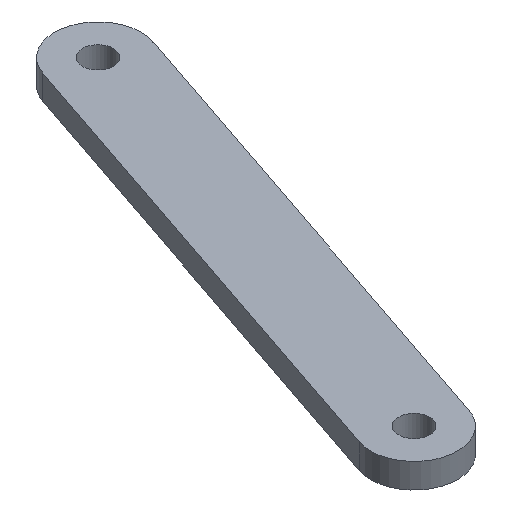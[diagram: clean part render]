
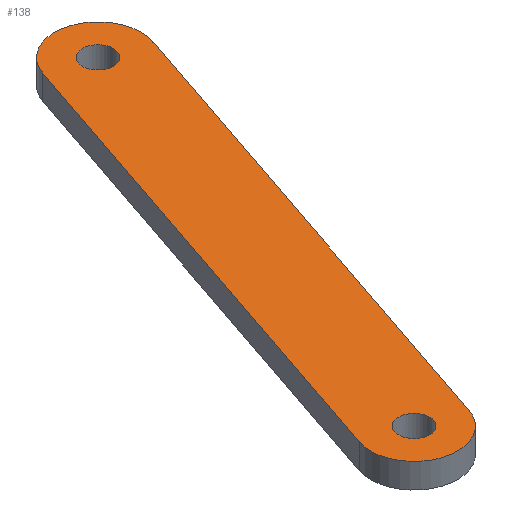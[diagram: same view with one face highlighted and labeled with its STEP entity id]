
A CAD part, isometric view. The second image highlights one B-rep face of the part: STEP entity #138.
In plain terms, the highlighted planar face has unit normal (0, 0, 1).
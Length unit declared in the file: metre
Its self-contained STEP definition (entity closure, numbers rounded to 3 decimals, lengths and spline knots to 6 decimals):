
#13=CIRCLE('',#156,0.007);
#14=CIRCLE('',#159,0.0025);
#17=CIRCLE('',#163,0.007);
#18=CIRCLE('',#165,0.0025);
#44=ORIENTED_EDGE('',*,*,#58,.T.);
#45=ORIENTED_EDGE('',*,*,#62,.F.);
#46=ORIENTED_EDGE('',*,*,#65,.F.);
#47=ORIENTED_EDGE('',*,*,#69,.F.);
#48=ORIENTED_EDGE('',*,*,#66,.F.);
#49=ORIENTED_EDGE('',*,*,#70,.F.);
#58=EDGE_CURVE('',#75,#74,#86,.T.);
#62=EDGE_CURVE('',#77,#74,#13,.T.);
#65=EDGE_CURVE('',#79,#77,#91,.T.);
#66=EDGE_CURVE('',#80,#80,#14,.T.);
#69=EDGE_CURVE('',#75,#79,#17,.T.);
#70=EDGE_CURVE('',#82,#82,#18,.T.);
#74=VERTEX_POINT('',#217);
#75=VERTEX_POINT('',#219);
#77=VERTEX_POINT('',#225);
#79=VERTEX_POINT('',#231);
#80=VERTEX_POINT('',#235);
#82=VERTEX_POINT('',#243);
#86=LINE('',#218,#94);
#91=LINE('',#232,#99);
#94=VECTOR('',#175,1.);
#99=VECTOR('',#188,1.);
#108=EDGE_LOOP('',(#44,#45,#46,#47));
#109=EDGE_LOOP('',(#48));
#110=EDGE_LOOP('',(#49));
#122=FACE_BOUND('',#108,.T.);
#123=FACE_BOUND('',#109,.T.);
#124=FACE_BOUND('',#110,.T.);
#130=PLANE('',#167);
#138=ADVANCED_FACE('',(#122,#123,#124),#130,.T.);
#156=AXIS2_PLACEMENT_3D('',#226,#182,#183);
#159=AXIS2_PLACEMENT_3D('',#234,#191,#192);
#163=AXIS2_PLACEMENT_3D('',#240,#199,#200);
#165=AXIS2_PLACEMENT_3D('',#242,#203,#204);
#167=AXIS2_PLACEMENT_3D('',#246,#207,#208);
#175=DIRECTION('',(-0.32,-0.947,0.));
#182=DIRECTION('',(0.,0.,-1.));
#183=DIRECTION('',(1.,0.,0.));
#188=DIRECTION('',(-0.32,-0.947,0.));
#191=DIRECTION('',(0.,0.,1.));
#192=DIRECTION('',(1.,0.,0.));
#199=DIRECTION('',(0.,0.,-1.));
#200=DIRECTION('',(1.,0.,0.));
#203=DIRECTION('',(0.,0.,1.));
#204=DIRECTION('',(1.,0.,0.));
#207=DIRECTION('',(0.,0.,1.));
#208=DIRECTION('',(1.,0.,0.));
#217=CARTESIAN_POINT('',(0.009368,0.217239,0.0275));
#218=CARTESIAN_POINT('',(0.022368,0.255739,0.0275));
#219=CARTESIAN_POINT('',(0.035368,0.294239,0.0275));
#225=CARTESIAN_POINT('',(0.022632,0.212761,0.0275));
#226=CARTESIAN_POINT('',(0.016,0.215,0.0275));
#231=CARTESIAN_POINT('',(0.048632,0.289761,0.0275));
#232=CARTESIAN_POINT('',(0.035632,0.251261,0.0275));
#234=CARTESIAN_POINT('',(0.042,0.292,0.0275));
#235=CARTESIAN_POINT('',(0.0445,0.292,0.0275));
#240=CARTESIAN_POINT('',(0.042,0.292,0.0275));
#242=CARTESIAN_POINT('',(0.016,0.215,0.0275));
#243=CARTESIAN_POINT('',(0.0185,0.215,0.0275));
#246=CARTESIAN_POINT('',(0.0275,0.252,0.0275));
